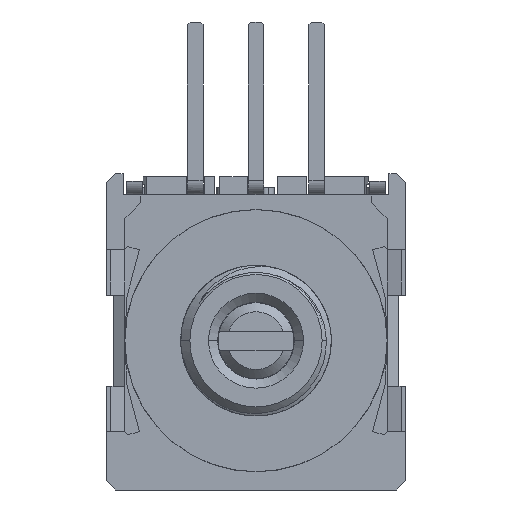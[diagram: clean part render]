
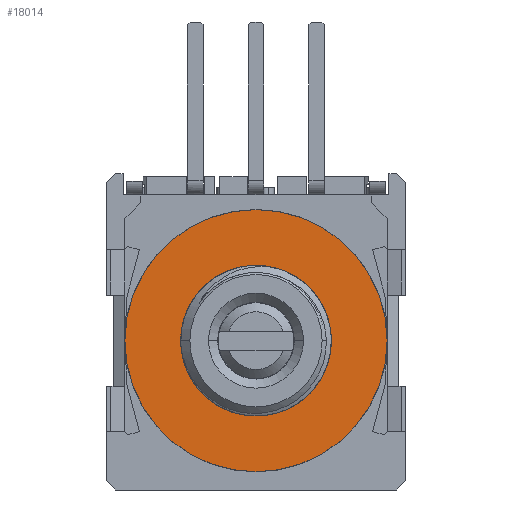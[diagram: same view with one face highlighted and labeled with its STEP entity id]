
A CAD part, front view. The second image highlights one B-rep face of the part: STEP entity #18014.
In plain terms, the highlighted planar face has unit normal (0, -1, 0).
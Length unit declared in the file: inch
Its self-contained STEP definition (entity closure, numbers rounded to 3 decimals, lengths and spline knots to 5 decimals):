
#5834=CARTESIAN_POINT('',(0.,-0.247,0.));
#5835=DIRECTION('',(0.,-1.,0.));
#5836=DIRECTION('',(-1.,0.,0.));
#5837=AXIS2_PLACEMENT_3D('',#5834,#5835,#5836);
#5839=CARTESIAN_POINT('',(0.,-0.247,0.));
#5840=DIRECTION('',(0.,-1.,0.));
#5841=DIRECTION('',(1.,0.,0.));
#5842=AXIS2_PLACEMENT_3D('',#5839,#5840,#5841);
#5858=CARTESIAN_POINT('',(0.,-0.247,0.));
#5859=DIRECTION('',(0.,-1.,0.));
#5860=DIRECTION('',(-1.,0.,0.));
#5861=AXIS2_PLACEMENT_3D('',#5858,#5859,#5860);
#7456=CARTESIAN_POINT('',(0.,-0.247,0.));
#7457=DIRECTION('',(0.,1.,0.));
#7458=DIRECTION('',(-1.,0.,0.));
#7459=AXIS2_PLACEMENT_3D('',#7456,#7457,#7458);
#7869=CARTESIAN_POINT('',(-0.216,-0.247,0.));
#7870=CARTESIAN_POINT('',(0.216,-0.247,0.));
#7871=VERTEX_POINT('',#7869);
#7872=VERTEX_POINT('',#7870);
#8328=CARTESIAN_POINT('',(-0.1065,-0.247,0.));
#8329=CARTESIAN_POINT('',(0.1065,-0.247,0.));
#8330=VERTEX_POINT('',#8328);
#8331=VERTEX_POINT('',#8329);
#17999=CARTESIAN_POINT('',(0.,-0.247,0.));
#18000=DIRECTION('',(0.,-1.,0.));
#18001=DIRECTION('',(-1.,0.,0.));
#18002=AXIS2_PLACEMENT_3D('',#17999,#18000,#18001);
#18003=PLANE('',#18002);
#18004=ORIENTED_EDGE('',*,*,#17966,.F.);
#18005=ORIENTED_EDGE('',*,*,#17991,.F.);
#18006=EDGE_LOOP('',(#18004,#18005));
#18007=FACE_OUTER_BOUND('',#18006,.F.);
#18009=ORIENTED_EDGE('',*,*,#18008,.T.);
#18011=ORIENTED_EDGE('',*,*,#18010,.F.);
#18012=EDGE_LOOP('',(#18009,#18011));
#18013=FACE_BOUND('',#18012,.F.);
#18014=ADVANCED_FACE('',(#18007,#18013),#18003,.T.);
#5838=CIRCLE('',#5837,0.216);
#5843=CIRCLE('',#5842,0.216);
#5862=CIRCLE('',#5861,0.1065);
#7460=CIRCLE('',#7459,0.1065);
#17966=EDGE_CURVE('',#7871,#7872,#5838,.T.);
#17991=EDGE_CURVE('',#7872,#7871,#5843,.T.);
#18008=EDGE_CURVE('',#8330,#8331,#5862,.T.);
#18010=EDGE_CURVE('',#8330,#8331,#7460,.T.);
